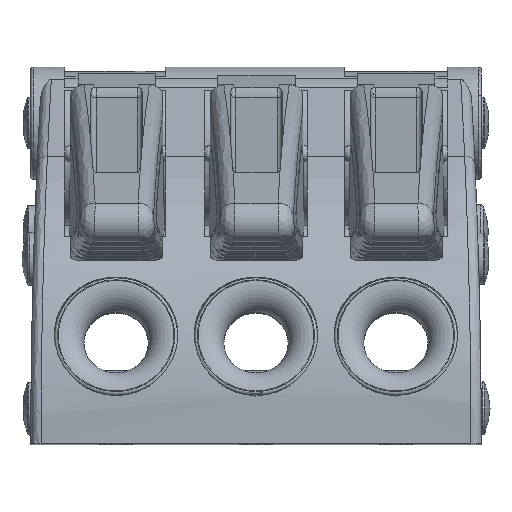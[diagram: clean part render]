
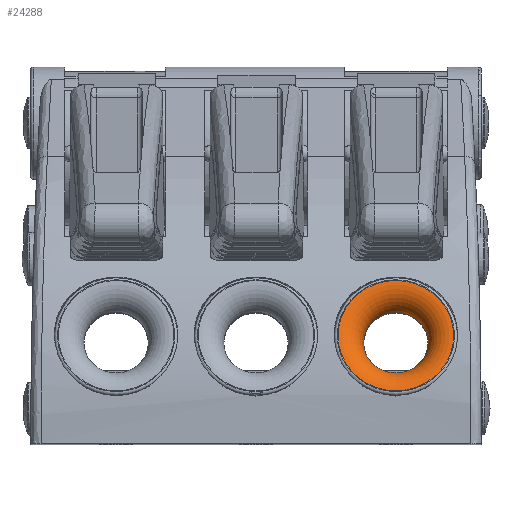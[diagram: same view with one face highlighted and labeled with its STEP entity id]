
A CAD part, top view. The second image highlights one B-rep face of the part: STEP entity #24288.
In plain terms, the highlighted toroidal (fillet/blend) face has major radius 11.25 mm and minor radius 5 mm.
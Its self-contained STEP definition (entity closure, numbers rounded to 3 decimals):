
#1513=TOROIDAL_SURFACE('',#27227,11.25,5.);
#3317=FACE_OUTER_BOUND('',#4834,.T.);
#4834=EDGE_LOOP('',(#21335,#21336,#21337,#21338));
#8783=CIRCLE('',#26933,6.253);
#8786=CIRCLE('',#26937,11.25);
#8917=CIRCLE('',#27228,5.);
#11131=VERTEX_POINT('',#49009);
#11133=VERTEX_POINT('',#49015);
#14523=EDGE_CURVE('',#11131,#11131,#8783,.T.);
#14526=EDGE_CURVE('',#11133,#11133,#8786,.T.);
#14797=EDGE_CURVE('',#11133,#11131,#8917,.T.);
#21335=ORIENTED_EDGE('',*,*,#14526,.F.);
#21336=ORIENTED_EDGE('',*,*,#14797,.T.);
#21337=ORIENTED_EDGE('',*,*,#14523,.T.);
#21338=ORIENTED_EDGE('',*,*,#14797,.F.);
#24288=ADVANCED_FACE('',(#3317),#1513,.T.);
#26933=AXIS2_PLACEMENT_3D('',#49010,#33438,#33439);
#26937=AXIS2_PLACEMENT_3D('',#49016,#33446,#33447);
#27227=AXIS2_PLACEMENT_3D('',#50970,#34074,#34075);
#27228=AXIS2_PLACEMENT_3D('',#50971,#34076,#34077);
#33438=DIRECTION('center_axis',(0.,-0.3,
-0.954));
#33439=DIRECTION('ref_axis',(-1.,0.,0.));
#33446=DIRECTION('center_axis',(0.,-0.3,
-0.954));
#33447=DIRECTION('ref_axis',(-1.,0.,0.));
#34074=DIRECTION('center_axis',(0.,-0.3,
-0.954));
#34075=DIRECTION('ref_axis',(-1.,0.,0.));
#34076=DIRECTION('center_axis',(0.,-0.954,
0.3));
#34077=DIRECTION('ref_axis',(1.,0.,0.));
#49009=CARTESIAN_POINT('',(6.253,19.611,54.97));
#49010=CARTESIAN_POINT('Origin',(0.,19.611,54.97));
#49015=CARTESIAN_POINT('',(11.25,21.059,59.581));
#49016=CARTESIAN_POINT('Origin',(0.,21.059,
59.581));
#50970=CARTESIAN_POINT('Origin',(0.,19.561,
54.811));
#50971=CARTESIAN_POINT('Origin',(11.25,19.561,54.811));
